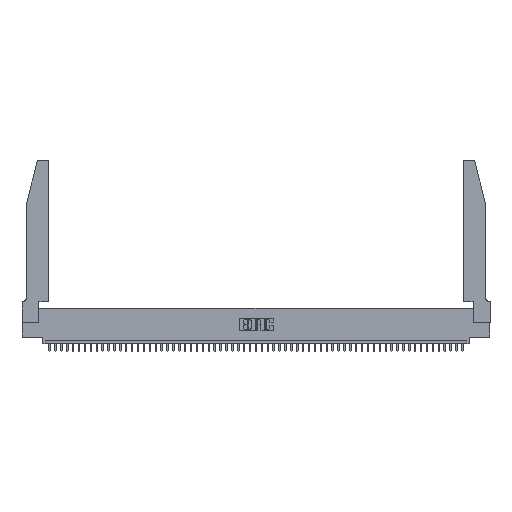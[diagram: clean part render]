
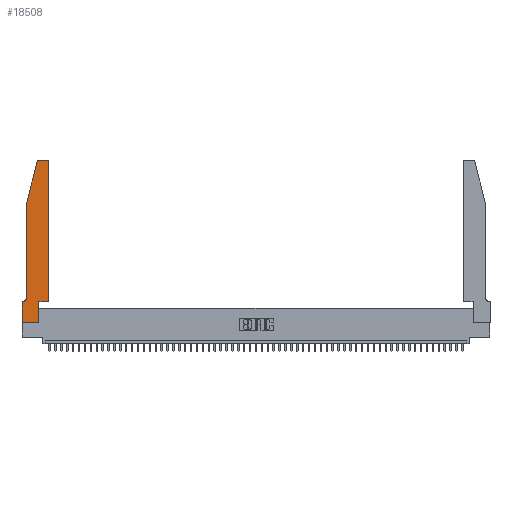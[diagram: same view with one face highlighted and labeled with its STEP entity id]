
A CAD part, top view. The second image highlights one B-rep face of the part: STEP entity #18508.
In plain terms, the highlighted planar face has unit normal (0, 0, 1).
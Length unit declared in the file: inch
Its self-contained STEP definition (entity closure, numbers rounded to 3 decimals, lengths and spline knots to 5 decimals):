
#91 = CARTESIAN_POINT ( 'NONE',  ( 0.4505, 0.35, 0.37 ) ) ;
#921 = ORIENTED_EDGE ( 'NONE', *, *, #1409, .T. ) ;
#1201 = CARTESIAN_POINT ( 'NONE',  ( 0., 0., 0.37 ) ) ;
#1409 = EDGE_CURVE ( 'NONE', #28315, #9299, #40042, .T. ) ;
#1444 = CARTESIAN_POINT ( 'NONE',  ( 0.4505, 0.35, 0.37 ) ) ;
#2101 = LINE ( 'NONE', #5538, #29868 ) ;
#2310 = CARTESIAN_POINT ( 'NONE',  ( 0.2865, 0., 0.37 ) ) ;
#2618 = ORIENTED_EDGE ( 'NONE', *, *, #21307, .T. ) ;
#3043 = CARTESIAN_POINT ( 'NONE',  ( 0.25487, 2.72718, 0.37 ) ) ;
#3071 = DIRECTION ( 'NONE',  ( 0., 0., 1. ) ) ;
#3456 = CARTESIAN_POINT ( 'NONE',  ( 0.4205, 2.72, 0.37 ) ) ;
#3600 = VECTOR ( 'NONE', #13225, 39.37008 ) ;
#3784 = DIRECTION ( 'NONE',  ( 0., 0., -1. ) ) ;
#4835 = CARTESIAN_POINT ( 'NONE',  ( 0.0755, 0.35, 0.37 ) ) ;
#5006 = VECTOR ( 'NONE', #38539, 39.37008 ) ;
#5538 = CARTESIAN_POINT ( 'NONE',  ( 0.2865, 0.35, 0.37 ) ) ;
#6743 = EDGE_CURVE ( 'NONE', #12833, #28148, #46889, .T. ) ;
#7974 = DIRECTION ( 'NONE',  ( 0., 1., 0. ) ) ;
#8156 = VERTEX_POINT ( 'NONE', #31114 ) ;
#9001 = CIRCLE ( 'NONE', #45705, 0.03 ) ;
#9299 = VERTEX_POINT ( 'NONE', #36204 ) ;
#9492 = CARTESIAN_POINT ( 'NONE',  ( 0.0755, 2., 0.37 ) ) ;
#10042 = EDGE_CURVE ( 'NONE', #38014, #42996, #36799, .T. ) ;
#10962 = DIRECTION ( 'NONE',  ( 1., 0., 0. ) ) ;
#11534 = CARTESIAN_POINT ( 'NONE',  ( 0.4205, 2.75, 0.37 ) ) ;
#12229 = ORIENTED_EDGE ( 'NONE', *, *, #51682, .T. ) ;
#12280 = LINE ( 'NONE', #91, #30594 ) ;
#12449 = LINE ( 'NONE', #47269, #44629 ) ;
#12702 = CARTESIAN_POINT ( 'NONE',  ( 0.2865, 0.35, 0.37 ) ) ;
#12833 = VERTEX_POINT ( 'NONE', #35105 ) ;
#13225 = DIRECTION ( 'NONE',  ( 1., 0., 0. ) ) ;
#13637 = ORIENTED_EDGE ( 'NONE', *, *, #44860, .T. ) ;
#13715 = CARTESIAN_POINT ( 'NONE',  ( 0.0755, 0.42, 0.37 ) ) ;
#13857 = CARTESIAN_POINT ( 'NONE',  ( 0.4505, 0.35, 0.37 ) ) ;
#14595 = CARTESIAN_POINT ( 'NONE',  ( 0.0055, 0.35, 0.37 ) ) ;
#15215 = LINE ( 'NONE', #13857, #30304 ) ;
#15664 = ORIENTED_EDGE ( 'NONE', *, *, #17213, .T. ) ;
#16230 = VERTEX_POINT ( 'NONE', #3043 ) ;
#16473 = DIRECTION ( 'NONE',  ( -1., 0., 0. ) ) ;
#17060 = CARTESIAN_POINT ( 'NONE',  ( 0.0755, 2., 0.37 ) ) ;
#17213 = EDGE_CURVE ( 'NONE', #42996, #19971, #52114, .T. ) ;
#17263 = VERTEX_POINT ( 'NONE', #24087 ) ;
#18508 = ADVANCED_FACE ( 'NONE', ( #22398 ), #19289, .T. ) ;
#19098 = EDGE_CURVE ( 'NONE', #9299, #16230, #51241, .T. ) ;
#19289 = PLANE ( 'NONE',  #29189 ) ;
#19332 = ORIENTED_EDGE ( 'NONE', *, *, #39161, .T. ) ;
#19971 = VERTEX_POINT ( 'NONE', #14595 ) ;
#21307 = EDGE_CURVE ( 'NONE', #16230, #38014, #12449, .T. ) ;
#22398 = FACE_OUTER_BOUND ( 'NONE', #25419, .T. ) ;
#23110 = DIRECTION ( 'NONE',  ( -1., 0., 0. ) ) ;
#23538 = ORIENTED_EDGE ( 'NONE', *, *, #10042, .T. ) ;
#24087 = CARTESIAN_POINT ( 'NONE',  ( 0.4505, 2.72, 0.37 ) ) ;
#24710 = VERTEX_POINT ( 'NONE', #1444 ) ;
#24804 = CARTESIAN_POINT ( 'NONE',  ( 0.0055, 0.42, 0.37 ) ) ;
#25419 = EDGE_LOOP ( 'NONE', ( #921, #26045, #2618, #23538, #15664, #12229, #39789, #48282, #39131, #46095, #19332, #13637 ) ) ;
#26045 = ORIENTED_EDGE ( 'NONE', *, *, #19098, .T. ) ;
#26612 = EDGE_CURVE ( 'NONE', #28148, #51076, #2101, .T. ) ;
#26663 = CARTESIAN_POINT ( 'NONE',  ( 0., 0., 0.37 ) ) ;
#26767 = DIRECTION ( 'NONE',  ( 0., 1., 0. ) ) ;
#27782 = DIRECTION ( 'NONE',  ( 0., 0., 1. ) ) ;
#28148 = VERTEX_POINT ( 'NONE', #2310 ) ;
#28315 = VERTEX_POINT ( 'NONE', #11534 ) ;
#29189 = AXIS2_PLACEMENT_3D ( 'NONE', #35885, #27782, #36097 ) ;
#29868 = VECTOR ( 'NONE', #26767, 39.37008 ) ;
#30304 = VECTOR ( 'NONE', #7974, 39.37008 ) ;
#30594 = VECTOR ( 'NONE', #41524, 39.37008 ) ;
#31114 = CARTESIAN_POINT ( 'NONE',  ( 0., 0.35, 0.37 ) ) ;
#31162 = CARTESIAN_POINT ( 'NONE',  ( 0.284, 2.72, 0.37 ) ) ;
#31741 = DIRECTION ( 'NONE',  ( 0., -1., 0. ) ) ;
#31802 = CARTESIAN_POINT ( 'NONE',  ( 0.2605, 2.75, 0.37 ) ) ;
#31955 = DIRECTION ( 'NONE',  ( 0., 0., 1. ) ) ;
#34849 = DIRECTION ( 'NONE',  ( -0.239, -0.971, 0. ) ) ;
#35105 = CARTESIAN_POINT ( 'NONE',  ( 0., 0., 0.37 ) ) ;
#35337 = VECTOR ( 'NONE', #46406, 39.37008 ) ;
#35885 = CARTESIAN_POINT ( 'NONE',  ( 0., 0.35, 0.37 ) ) ;
#36097 = DIRECTION ( 'NONE',  ( 1., 0., 0. ) ) ;
#36194 = EDGE_CURVE ( 'NONE', #8156, #12833, #47138, .T. ) ;
#36204 = CARTESIAN_POINT ( 'NONE',  ( 0.284, 2.75, 0.37 ) ) ;
#36213 = DIRECTION ( 'NONE',  ( 1., 0., 0. ) ) ;
#36799 = LINE ( 'NONE', #17060, #45970 ) ;
#38014 = VERTEX_POINT ( 'NONE', #9492 ) ;
#38042 = LINE ( 'NONE', #4835, #5006 ) ;
#38338 = AXIS2_PLACEMENT_3D ( 'NONE', #31162, #31955, #36213 ) ;
#38539 = DIRECTION ( 'NONE',  ( -1., 0., 0. ) ) ;
#38924 = AXIS2_PLACEMENT_3D ( 'NONE', #24804, #3784, #16473 ) ;
#39131 = ORIENTED_EDGE ( 'NONE', *, *, #26612, .T. ) ;
#39161 = EDGE_CURVE ( 'NONE', #24710, #17263, #15215, .T. ) ;
#39789 = ORIENTED_EDGE ( 'NONE', *, *, #36194, .T. ) ;
#40042 = LINE ( 'NONE', #31802, #49938 ) ;
#41524 = DIRECTION ( 'NONE',  ( 1., 0., 0. ) ) ;
#42438 = EDGE_CURVE ( 'NONE', #51076, #24710, #12280, .T. ) ;
#42996 = VERTEX_POINT ( 'NONE', #13715 ) ;
#44629 = VECTOR ( 'NONE', #34849, 39.37008 ) ;
#44860 = EDGE_CURVE ( 'NONE', #17263, #28315, #9001, .T. ) ;
#45705 = AXIS2_PLACEMENT_3D ( 'NONE', #3456, #3071, #10962 ) ;
#45970 = VECTOR ( 'NONE', #31741, 39.37008 ) ;
#46095 = ORIENTED_EDGE ( 'NONE', *, *, #42438, .T. ) ;
#46406 = DIRECTION ( 'NONE',  ( 0., -1., 0. ) ) ;
#46889 = LINE ( 'NONE', #26663, #3600 ) ;
#47138 = LINE ( 'NONE', #1201, #35337 ) ;
#47269 = CARTESIAN_POINT ( 'NONE',  ( 0.0755, 2., 0.37 ) ) ;
#48282 = ORIENTED_EDGE ( 'NONE', *, *, #6743, .T. ) ;
#49938 = VECTOR ( 'NONE', #23110, 39.37008 ) ;
#51076 = VERTEX_POINT ( 'NONE', #12702 ) ;
#51241 = CIRCLE ( 'NONE', #38338, 0.03 ) ;
#51682 = EDGE_CURVE ( 'NONE', #19971, #8156, #38042, .T. ) ;
#52114 = CIRCLE ( 'NONE', #38924, 0.07 ) ;
